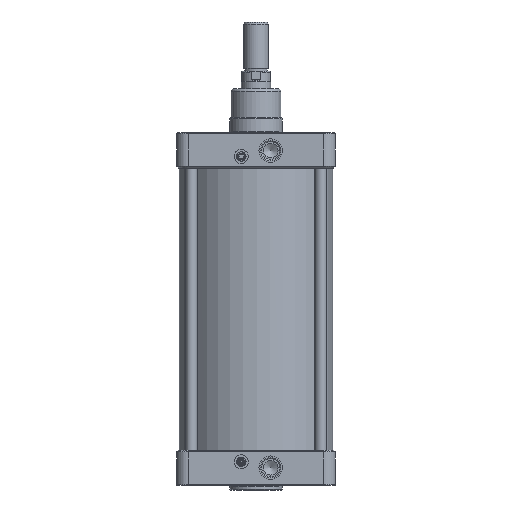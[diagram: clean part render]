
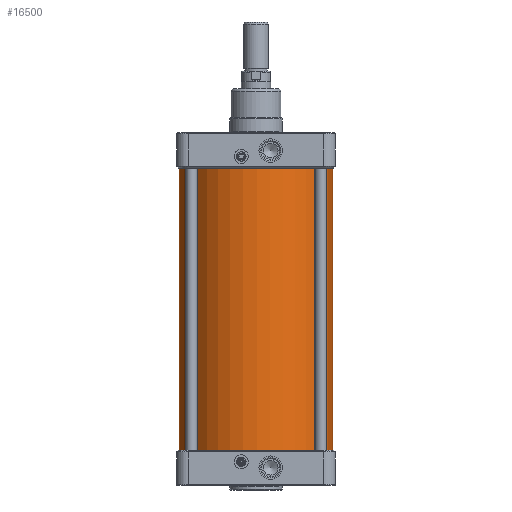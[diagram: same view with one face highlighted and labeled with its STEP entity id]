
A CAD part, front view. The second image highlights one B-rep face of the part: STEP entity #16500.
In plain terms, the highlighted cylindrical face has radius 131 mm (diameter 262 mm), a full revolution.
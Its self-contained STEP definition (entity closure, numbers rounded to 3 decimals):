
#1092=CARTESIAN_POINT('',(131.0,0.,-240.0));
#1093=VERTEX_POINT('',#1092);
#1094=CARTESIAN_POINT('',(0.0,0.0,-240.0));
#1095=DIRECTION('',(0.0,0.0,1.0));
#1096=DIRECTION('',(-1.0,0.0,0.0));
#1097=AXIS2_PLACEMENT_3D('',#1094,#1095,#1096);
#1098=CIRCLE('',#1097,131.0);
#1099=EDGE_CURVE('',#1093,#1093,#1098,.T.);
#16481=CARTESIAN_POINT('',(0.0,0.0,0.0));
#16482=DIRECTION('',(0.0,0.0,1.0));
#16483=DIRECTION('',(-1.0,0.0,0.0));
#16484=AXIS2_PLACEMENT_3D('',#16481,#16482,#16483);
#16485=CYLINDRICAL_SURFACE('',#16484,131.0);
#16486=ORIENTED_EDGE('',*,*,#1099,.T.);
#16487=EDGE_LOOP('',(#16486));
#16488=FACE_OUTER_BOUND('',#16487,.T.);
#16489=CARTESIAN_POINT('',(1.,-130.996,240.0));
#16490=VERTEX_POINT('',#16489);
#16491=CARTESIAN_POINT('',(0.0,0.0,240.0));
#16492=DIRECTION('',(0.0,0.0,-1.0));
#16493=DIRECTION('',(-1.0,0.0,0.0));
#16494=AXIS2_PLACEMENT_3D('',#16491,#16492,#16493);
#16495=CIRCLE('',#16494,131.0);
#16496=EDGE_CURVE('',#16490,#16490,#16495,.T.);
#16497=ORIENTED_EDGE('',*,*,#16496,.T.);
#16498=EDGE_LOOP('',(#16497));
#16499=FACE_BOUND('',#16498,.T.);
#16500=ADVANCED_FACE('',(#16488,#16499),#16485,.T.);
